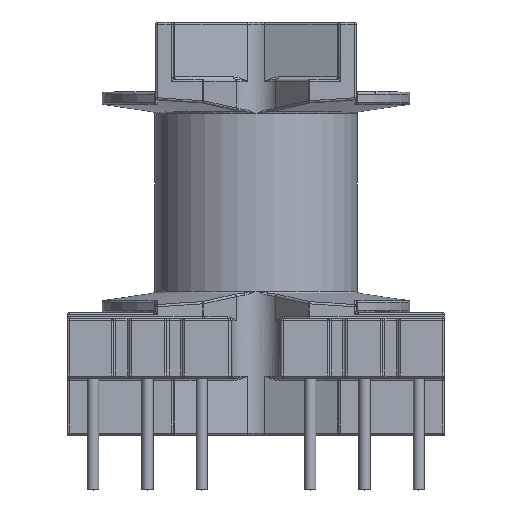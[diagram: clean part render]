
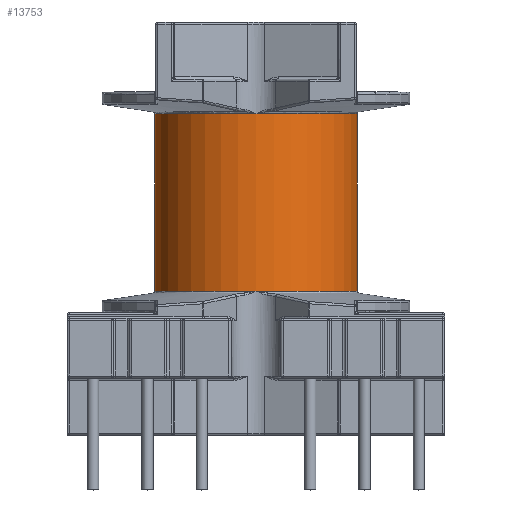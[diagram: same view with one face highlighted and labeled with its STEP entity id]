
A CAD part, top view. The second image highlights one B-rep face of the part: STEP entity #13753.
In plain terms, the highlighted cylindrical face has radius 7.1 mm (diameter 14.2 mm), a partial arc.
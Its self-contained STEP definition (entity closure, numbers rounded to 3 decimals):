
#1003=CARTESIAN_POINT('',(0.,6.221,0.));
#1004=DIRECTION('',(0.,1.,0.));
#1005=DIRECTION('',(-1.,0.,0.));
#1006=AXIS2_PLACEMENT_3D('',#1003,#1004,#1005);
#1027=DIRECTION('',(0.,-1.,0.));
#1028=VECTOR('',#1027,12.441);
#1029=CARTESIAN_POINT('',(7.1,6.221,0.));
#1030=LINE('',#1029,#1028);
#1031=DIRECTION('',(0.,-1.,0.));
#1032=VECTOR('',#1031,12.441);
#1033=CARTESIAN_POINT('',(-7.1,6.221,0.));
#1034=LINE('',#1033,#1032);
#1035=CARTESIAN_POINT('',(0.,-6.221,0.));
#1036=DIRECTION('',(0.,-1.,0.));
#1037=DIRECTION('',(1.,0.,0.));
#1038=AXIS2_PLACEMENT_3D('',#1035,#1036,#1037);
#1997=CARTESIAN_POINT('',(0.,-6.221,7.1));
#2037=CARTESIAN_POINT('',(0.,-6.221,0.));
#2038=DIRECTION('',(0.,-1.,0.));
#2039=DIRECTION('',(0.,0.,1.));
#2040=AXIS2_PLACEMENT_3D('',#2037,#2038,#2039);
#8064=CARTESIAN_POINT('',(0.,6.221,0.));
#8065=DIRECTION('',(0.,1.,0.));
#8066=DIRECTION('',(0.,0.,1.));
#8067=AXIS2_PLACEMENT_3D('',#8064,#8065,#8066);
#8069=CARTESIAN_POINT('',(0.,6.221,7.1));
#10270=CARTESIAN_POINT('',(7.1,6.221,0.));
#10271=CARTESIAN_POINT('',(7.1,-6.221,0.));
#10272=VERTEX_POINT('',#10270);
#10273=VERTEX_POINT('',#10271);
#10278=CARTESIAN_POINT('',(-7.1,6.221,0.));
#10279=CARTESIAN_POINT('',(-7.1,-6.221,0.));
#10280=VERTEX_POINT('',#10278);
#10281=VERTEX_POINT('',#10279);
#10500=VERTEX_POINT('',#8069);
#11094=VERTEX_POINT('',#1997);
#13737=CARTESIAN_POINT('',(0.,-8.525,0.));
#13738=DIRECTION('',(0.,-1.,0.));
#13739=DIRECTION('',(-1.,0.,0.));
#13740=AXIS2_PLACEMENT_3D('',#13737,#13738,#13739);
#13741=CYLINDRICAL_SURFACE('',#13740,7.1);
#13742=ORIENTED_EDGE('',*,*,#13716,.T.);
#13744=ORIENTED_EDGE('',*,*,#13743,.T.);
#13746=ORIENTED_EDGE('',*,*,#13745,.T.);
#13747=ORIENTED_EDGE('',*,*,#13721,.F.);
#13748=ORIENTED_EDGE('',*,*,#13692,.T.);
#13750=ORIENTED_EDGE('',*,*,#13749,.T.);
#13751=EDGE_LOOP('',(#13742,#13744,#13746,#13747,#13748,#13750));
#13752=FACE_OUTER_BOUND('',#13751,.F.);
#1007=CIRCLE('',#1006,7.1);
#1039=CIRCLE('',#1038,7.1);
#2041=CIRCLE('',#2040,7.1);
#8068=CIRCLE('',#8067,7.1);
#13692=EDGE_CURVE('',#10280,#10500,#1007,.T.);
#13716=EDGE_CURVE('',#10272,#10273,#1030,.T.);
#13721=EDGE_CURVE('',#10280,#10281,#1034,.T.);
#13743=EDGE_CURVE('',#10273,#11094,#1039,.T.);
#13745=EDGE_CURVE('',#11094,#10281,#2041,.T.);
#13749=EDGE_CURVE('',#10500,#10272,#8068,.T.);
#13753=ADVANCED_FACE('',(#13752),#13741,.T.);
